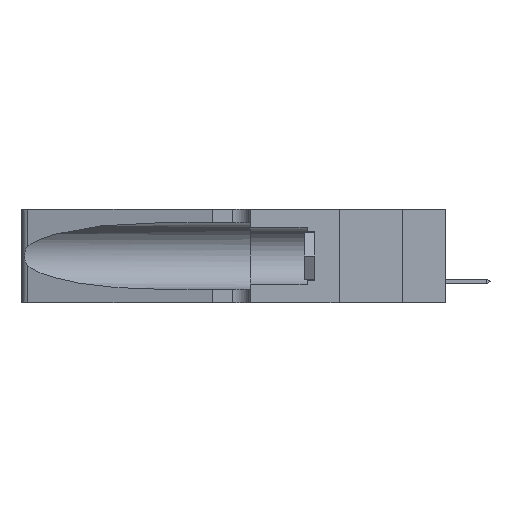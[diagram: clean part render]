
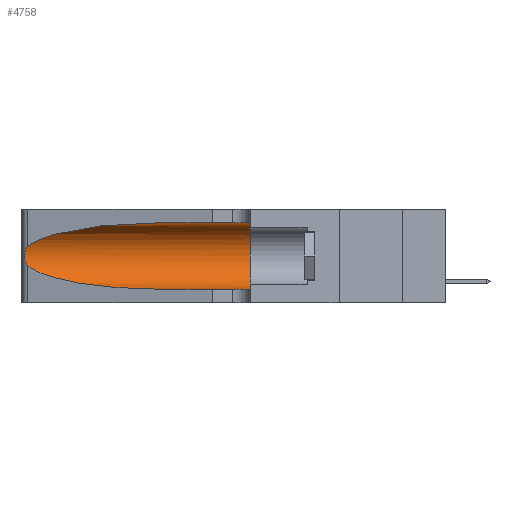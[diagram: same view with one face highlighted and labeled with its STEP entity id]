
A CAD part, left-side view. The second image highlights one B-rep face of the part: STEP entity #4758.
In plain terms, the highlighted cylindrical face has radius 3.308 mm (diameter 6.617 mm), a partial arc.
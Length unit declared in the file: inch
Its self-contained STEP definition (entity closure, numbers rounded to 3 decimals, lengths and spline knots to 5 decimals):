
#23 = FACE_OUTER_BOUND ( 'NONE', #33715, .T. ) ;
#76 = CARTESIAN_POINT ( 'NONE',  ( 0.26018, 1.23835, 0.19895 ) ) ;
#426 = CARTESIAN_POINT ( 'NONE',  ( 0.25639, 1.23184, 0.21858 ) ) ;
#800 = CARTESIAN_POINT ( 'NONE',  ( 0.1305, 0.35, 0.31525 ) ) ;
#842 =( BOUNDED_CURVE ( )  B_SPLINE_CURVE ( 3, ( #4105, #9958, #12751, #29329 ),
 .UNSPECIFIED., .F., .F. ) 
 B_SPLINE_CURVE_WITH_KNOTS ( ( 4, 4 ),
 ( 3.44316, 4.71239 ),
 .UNSPECIFIED. ) 
 CURVE ( )  GEOMETRIC_REPRESENTATION_ITEM ( )  RATIONAL_B_SPLINE_CURVE ( ( 1., 0.87, 0.87, 1. ) ) 
 REPRESENTATION_ITEM ( '' )  );
#912 = AXIS2_PLACEMENT_3D ( 'NONE', #14241, #22566, #11533 ) ;
#1177 = EDGE_CURVE ( 'NONE', #33549, #5164, #15522, .T. ) ;
#1928 = VERTEX_POINT ( 'NONE', #3901 ) ;
#1941 = CARTESIAN_POINT ( 'NONE',  ( 0.1305, 1.61858, 0.05475 ) ) ;
#3255 = CARTESIAN_POINT ( 'NONE',  ( 0.25487, 1.22718, 0.22369 ) ) ;
#3901 = CARTESIAN_POINT ( 'NONE',  ( 0.1305, 0.35, 0.05475 ) ) ;
#4105 = CARTESIAN_POINT ( 'NONE',  ( 0.25487, 1.22718, 0.14631 ) ) ;
#4150 = ORIENTED_EDGE ( 'NONE', *, *, #5932, .F. ) ;
#4413 = ORIENTED_EDGE ( 'NONE', *, *, #1177, .F. ) ;
#4758 = ADVANCED_FACE ( 'NONE', ( #23 ), #24324, .F. ) ;
#5164 = VERTEX_POINT ( 'NONE', #800 ) ;
#5317 = CARTESIAN_POINT ( 'NONE',  ( 0.18966, 0.96281, 0.31525 ) ) ;
#5932 = EDGE_CURVE ( 'NONE', #5164, #1928, #21689, .T. ) ;
#6394 = B_SPLINE_CURVE_WITH_KNOTS ( 'NONE', 3,
 ( #8333, #8207, #426, #25163, #27951, #76, #27593, #13828, #11373, #16637, #17935, #19396, #27713, #30605 ),
 .UNSPECIFIED., .F., .F.,
 ( 4, 2, 2, 2, 2, 2, 4 ),
 ( 0., 0.00027, 0.00053, 0.00107, 0.0016, 0.00187, 0.00214 ),
 .UNSPECIFIED. ) ;
#7096 = VERTEX_POINT ( 'NONE', #28393 ) ;
#8127 = ORIENTED_EDGE ( 'NONE', *, *, #17008, .T. ) ;
#8207 = CARTESIAN_POINT ( 'NONE',  ( 0.25555, 1.22994, 0.2215 ) ) ;
#8333 = CARTESIAN_POINT ( 'NONE',  ( 0.25487, 1.22718, 0.22369 ) ) ;
#9089 =( BOUNDED_CURVE ( )  B_SPLINE_CURVE ( 3, ( #35484, #5317, #32822, #3255 ),
 .UNSPECIFIED., .F., .F. ) 
 B_SPLINE_CURVE_WITH_KNOTS ( ( 4, 4 ),
 ( 1.5708, 2.84003 ),
 .UNSPECIFIED. ) 
 CURVE ( )  GEOMETRIC_REPRESENTATION_ITEM ( )  RATIONAL_B_SPLINE_CURVE ( ( 1., 0.87, 0.87, 1. ) ) 
 REPRESENTATION_ITEM ( '' )  );
#9952 = ORIENTED_EDGE ( 'NONE', *, *, #21633, .T. ) ;
#9958 = CARTESIAN_POINT ( 'NONE',  ( 0.2373, 1.15595, 0.08982 ) ) ;
#11373 = CARTESIAN_POINT ( 'NONE',  ( 0.26017, 1.23833, 0.17102 ) ) ;
#11533 = DIRECTION ( 'NONE',  ( 0., 0., 1. ) ) ;
#12751 = CARTESIAN_POINT ( 'NONE',  ( 0.18966, 0.96281, 0.05475 ) ) ;
#13600 = CARTESIAN_POINT ( 'NONE',  ( 0.1305, 0.72297, 0.05475 ) ) ;
#13828 = CARTESIAN_POINT ( 'NONE',  ( 0.26075, 1.23896, 0.178 ) ) ;
#14241 = CARTESIAN_POINT ( 'NONE',  ( 0.1305, 0.35, 0.185 ) ) ;
#14447 = DIRECTION ( 'NONE',  ( 0., 0., -1. ) ) ;
#15464 = DIRECTION ( 'NONE',  ( 0., -1., 0. ) ) ;
#15522 = LINE ( 'NONE', #25959, #22012 ) ;
#16027 = ORIENTED_EDGE ( 'NONE', *, *, #29989, .T. ) ;
#16533 = CARTESIAN_POINT ( 'NONE',  ( 0.1305, 1.61858, 0.185 ) ) ;
#16637 = CARTESIAN_POINT ( 'NONE',  ( 0.25856, 1.23593, 0.16098 ) ) ;
#17008 = EDGE_CURVE ( 'NONE', #32678, #19842, #842, .T. ) ;
#17935 = CARTESIAN_POINT ( 'NONE',  ( 0.25789, 1.23486, 0.15765 ) ) ;
#19396 = CARTESIAN_POINT ( 'NONE',  ( 0.25639, 1.23186, 0.15144 ) ) ;
#19842 = VERTEX_POINT ( 'NONE', #13600 ) ;
#19894 = DIRECTION ( 'NONE',  ( 0., -1., 0. ) ) ;
#21633 = EDGE_CURVE ( 'NONE', #7096, #32678, #6394, .T. ) ;
#21689 = CIRCLE ( 'NONE', #912, 0.13025 ) ;
#22012 = VECTOR ( 'NONE', #34408, 39.37008 ) ;
#22566 = DIRECTION ( 'NONE',  ( 0., 1., 0. ) ) ;
#22871 = ORIENTED_EDGE ( 'NONE', *, *, #32211, .T. ) ;
#23654 = LINE ( 'NONE', #1941, #31843 ) ;
#24324 = CYLINDRICAL_SURFACE ( 'NONE', #34072, 0.13025 ) ;
#25163 = CARTESIAN_POINT ( 'NONE',  ( 0.25787, 1.23484, 0.2124 ) ) ;
#25959 = CARTESIAN_POINT ( 'NONE',  ( 0.1305, 1.61858, 0.31525 ) ) ;
#26502 = CARTESIAN_POINT ( 'NONE',  ( 0.25487, 1.22718, 0.14631 ) ) ;
#27593 = CARTESIAN_POINT ( 'NONE',  ( 0.26075, 1.23896, 0.19203 ) ) ;
#27713 = CARTESIAN_POINT ( 'NONE',  ( 0.25555, 1.22993, 0.14849 ) ) ;
#27951 = CARTESIAN_POINT ( 'NONE',  ( 0.25854, 1.2359, 0.20912 ) ) ;
#28056 = CARTESIAN_POINT ( 'NONE',  ( 0.1305, 0.72297, 0.31525 ) ) ;
#28393 = CARTESIAN_POINT ( 'NONE',  ( 0.25487, 1.22718, 0.22369 ) ) ;
#29329 = CARTESIAN_POINT ( 'NONE',  ( 0.1305, 0.72297, 0.05475 ) ) ;
#29989 = EDGE_CURVE ( 'NONE', #33549, #7096, #9089, .T. ) ;
#30605 = CARTESIAN_POINT ( 'NONE',  ( 0.25487, 1.22718, 0.14631 ) ) ;
#31843 = VECTOR ( 'NONE', #15464, 39.37008 ) ;
#32211 = EDGE_CURVE ( 'NONE', #19842, #1928, #23654, .T. ) ;
#32678 = VERTEX_POINT ( 'NONE', #26502 ) ;
#32822 = CARTESIAN_POINT ( 'NONE',  ( 0.2373, 1.15595, 0.28018 ) ) ;
#33549 = VERTEX_POINT ( 'NONE', #28056 ) ;
#33715 = EDGE_LOOP ( 'NONE', ( #16027, #9952, #8127, #22871, #4150, #4413 ) ) ;
#34072 = AXIS2_PLACEMENT_3D ( 'NONE', #16533, #19894, #14447 ) ;
#34408 = DIRECTION ( 'NONE',  ( 0., -1., 0. ) ) ;
#35484 = CARTESIAN_POINT ( 'NONE',  ( 0.1305, 0.72297, 0.31525 ) ) ;
